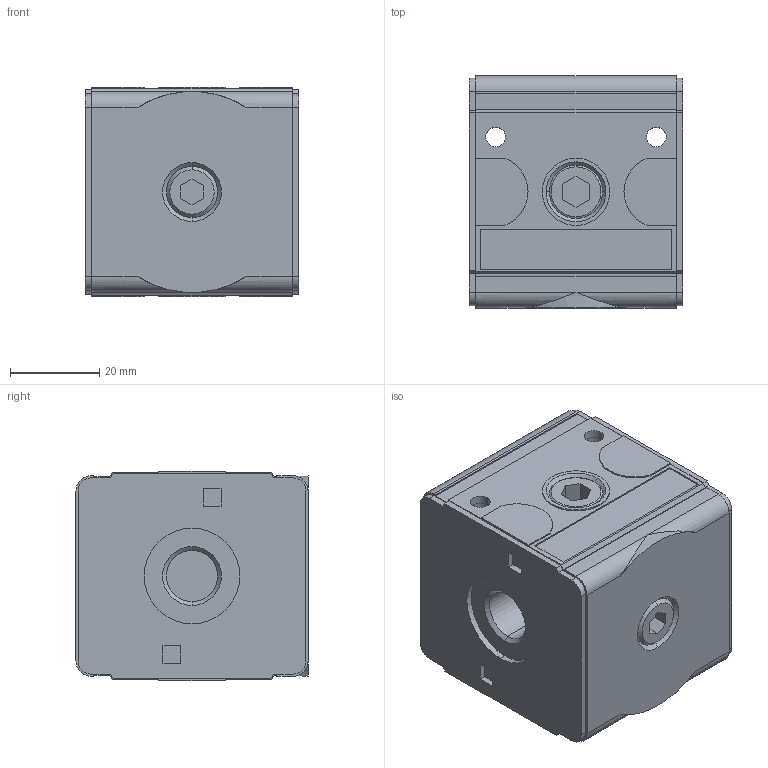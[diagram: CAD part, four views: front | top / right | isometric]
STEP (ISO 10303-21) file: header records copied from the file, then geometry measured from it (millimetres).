
FILE_DESCRIPTION (( 'STEP AP214' ), '1' );
FILE_NAME ('KN-T11.STEP', '2018-08-30T11:30:32', ( '' ), ( '' ), 'SwSTEP 2.0', 'SolidWorks 2018', '' );
FILE_SCHEMA (( 'AUTOMOTIVE_DESIGN' ));
Length unit declared in the file: millimetre
Products named in the file (1): KN-T11
Bounding box: 47.8 x 52 x 47 mm (x, y, z)
Volume: 108060.2 mm3; surface area: 16923.2 mm2
Topology: 1 solids, 1 shells, 216 faces, 532 edges, 348 vertices
Faces by surface type: plane 142, cylinder 44, cone 30
Entity records: 8872 total; most frequent: CARTESIAN_POINT 1327, ORIENTED_EDGE 1064, DIRECTION 1032, EDGE_CURVE 532, LINE 350, VECTOR 350, VERTEX_POINT 348, AXIS2_PLACEMENT_3D 341
